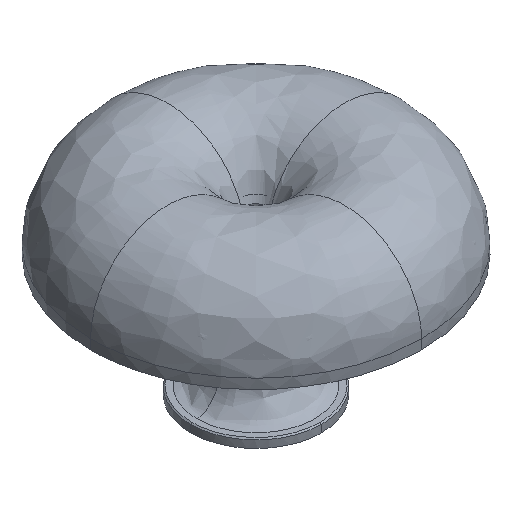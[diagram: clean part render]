
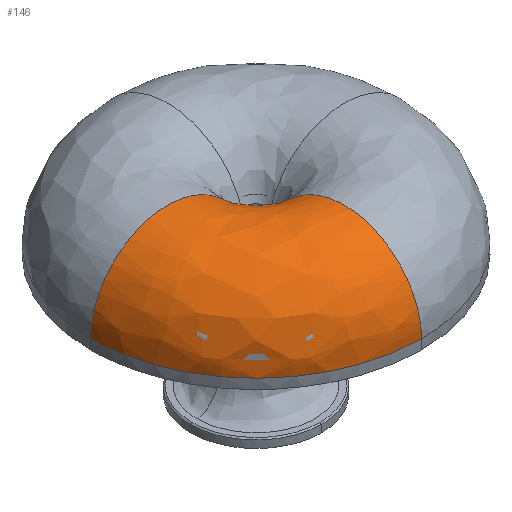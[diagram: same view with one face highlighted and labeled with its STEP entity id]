
A CAD part, isometric view. The second image highlights one B-rep face of the part: STEP entity #146.
In plain terms, the highlighted free-form (B-spline) face has degree [2, 2] with [3, 5] control points.
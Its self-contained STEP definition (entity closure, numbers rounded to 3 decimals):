
#146=ADVANCED_FACE('',(#272),#1668,.T.);
#272=FACE_OUTER_BOUND('',#399,.T.);
#399=EDGE_LOOP('',(#620,#621,#622,#623));
#620=ORIENTED_EDGE('',*,*,#1027,.F.);
#621=ORIENTED_EDGE('',*,*,#1074,.F.);
#622=ORIENTED_EDGE('',*,*,#1068,.F.);
#623=ORIENTED_EDGE('',*,*,#1073,.F.);
#1027=EDGE_CURVE('',#1525,#1523,#1302,.T.);
#1068=EDGE_CURVE('',#1550,#1551,#1338,.T.);
#1073=EDGE_CURVE('',#1523,#1550,#1343,.T.);
#1074=EDGE_CURVE('',#1551,#1525,#1344,.T.);
#1302=(
BOUNDED_CURVE()
B_SPLINE_CURVE(2,(#2417,#2418,#2419),.UNSPECIFIED.,.F.,.F.)
B_SPLINE_CURVE_WITH_KNOTS((3,3),(-109.579,-73.052),
 .UNSPECIFIED.)
CURVE()
GEOMETRIC_REPRESENTATION_ITEM()
RATIONAL_B_SPLINE_CURVE((1.,0.707,1.))
REPRESENTATION_ITEM('')
);
#1338=(
BOUNDED_CURVE()
B_SPLINE_CURVE(2,(#2731,#2732,#2733),.UNSPECIFIED.,.F.,.F.)
B_SPLINE_CURVE_WITH_KNOTS((3,3),(815.815,1223.722),
 .UNSPECIFIED.)
CURVE()
GEOMETRIC_REPRESENTATION_ITEM()
RATIONAL_B_SPLINE_CURVE((1.,0.707,1.))
REPRESENTATION_ITEM('')
);
#1343=(
BOUNDED_CURVE()
B_SPLINE_CURVE(2,(#2749,#2750,#2751,#2752,#2753),.UNSPECIFIED.,.F.,.F.)
B_SPLINE_CURVE_WITH_KNOTS((3,2,3),(420.133,590.58,761.027),
 .UNSPECIFIED.)
CURVE()
GEOMETRIC_REPRESENTATION_ITEM()
RATIONAL_B_SPLINE_CURVE((1.,0.76,1.,0.76,1.))
REPRESENTATION_ITEM('')
);
#1344=(
BOUNDED_CURVE()
B_SPLINE_CURVE(2,(#2754,#2755,#2756,#2757,#2758),.UNSPECIFIED.,.F.,.F.)
B_SPLINE_CURVE_WITH_KNOTS((3,2,3),(-761.027,-590.58,
-420.133),.UNSPECIFIED.)
CURVE()
GEOMETRIC_REPRESENTATION_ITEM()
RATIONAL_B_SPLINE_CURVE((1.,0.76,1.,0.76,1.))
REPRESENTATION_ITEM('')
);
#1523=VERTEX_POINT('',#2169);
#1525=VERTEX_POINT('',#2171);
#1550=VERTEX_POINT('',#2196);
#1551=VERTEX_POINT('',#2197);
#1668=(
BOUNDED_SURFACE()
B_SPLINE_SURFACE(2,2,((#2098,#2099,#2100,#2101,#2102),(#2103,#2104,#2105,
#2106,#2107),(#2108,#2109,#2110,#2111,#2112)),.UNSPECIFIED.,.F.,.F.,.F.)
B_SPLINE_SURFACE_WITH_KNOTS((3,3),(3,2,3),(477.581,716.371),
(420.133,570.77,761.027),.UNSPECIFIED.)
GEOMETRIC_REPRESENTATION_ITEM()
RATIONAL_B_SPLINE_SURFACE(((0.903,0.768,1.,0.707,
1.),(0.639,0.543,0.707,0.5,
0.707),(0.903,0.768,1.,0.707,
1.)))
REPRESENTATION_ITEM('')
SURFACE()
);
#2098=CARTESIAN_POINT('',(0.,738.333,143.992));
#2099=CARTESIAN_POINT('',(0.,710.445,230.73));
#2100=CARTESIAN_POINT('',(0.,619.333,230.73));
#2101=CARTESIAN_POINT('',(0.,494.333,230.73));
#2102=CARTESIAN_POINT('',(0.,494.333,105.73));
#2103=CARTESIAN_POINT('',(-23.998,738.333,143.992));
#2104=CARTESIAN_POINT('',(-51.887,710.445,230.73));
#2105=CARTESIAN_POINT('',(-142.998,619.333,230.73));
#2106=CARTESIAN_POINT('',(-267.998,494.333,230.73));
#2107=CARTESIAN_POINT('',(-267.998,494.333,105.73));
#2108=CARTESIAN_POINT('',(-23.998,762.331,143.992));
#2109=CARTESIAN_POINT('',(-51.887,762.331,230.73));
#2110=CARTESIAN_POINT('',(-142.998,762.331,230.73));
#2111=CARTESIAN_POINT('',(-267.998,762.331,230.73));
#2112=CARTESIAN_POINT('',(-267.998,762.331,105.73));
#2169=CARTESIAN_POINT('',(0.,738.333,143.992));
#2171=CARTESIAN_POINT('',(-23.998,762.331,143.992));
#2196=CARTESIAN_POINT('',(0.,494.333,105.73));
#2197=CARTESIAN_POINT('',(-267.998,762.331,105.73));
#2417=CARTESIAN_POINT('',(-23.998,762.331,143.992));
#2418=CARTESIAN_POINT('',(-23.998,738.333,143.992));
#2419=CARTESIAN_POINT('',(0.,738.333,143.992));
#2731=CARTESIAN_POINT('',(0.,494.333,105.73));
#2732=CARTESIAN_POINT('',(-267.998,494.333,105.73));
#2733=CARTESIAN_POINT('',(-267.998,762.331,105.73));
#2749=CARTESIAN_POINT('',(0.,738.333,143.992));
#2750=CARTESIAN_POINT('',(0.,705.604,245.786));
#2751=CARTESIAN_POINT('',(0.,599.969,229.221));
#2752=CARTESIAN_POINT('',(0.,494.333,212.656));
#2753=CARTESIAN_POINT('',(0.,494.333,105.73));
#2754=CARTESIAN_POINT('',(-267.998,762.331,105.73));
#2755=CARTESIAN_POINT('',(-267.998,762.331,212.656));
#2756=CARTESIAN_POINT('',(-162.363,762.331,229.221));
#2757=CARTESIAN_POINT('',(-56.728,762.331,245.786));
#2758=CARTESIAN_POINT('',(-23.998,762.331,143.992));
